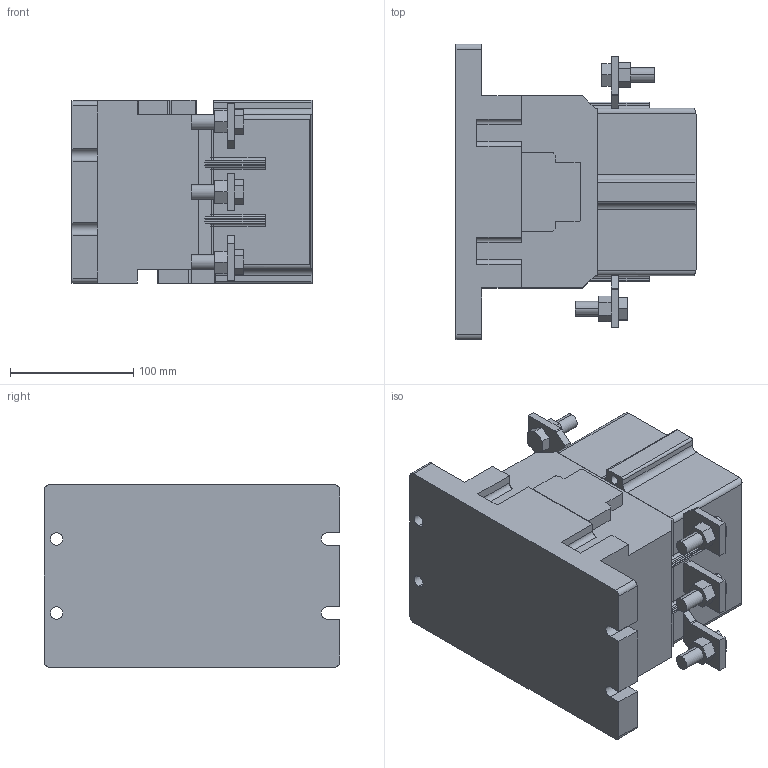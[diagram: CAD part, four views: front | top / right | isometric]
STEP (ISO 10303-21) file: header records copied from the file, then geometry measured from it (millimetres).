
FILE_DESCRIPTION (( 'STEP AP214' ), '1' );
FILE_NAME ('3NC5F0Q22.step', '2019-03-13T17:41:54', ( '' ), ( '' ), 'SwSTEP 2.0', 'SolidWorks 2018', '' );
FILE_SCHEMA (( 'AUTOMOTIVE_DESIGN' ));
Length unit declared in the file: inch
Products named in the file (1): 3NC5F0Q22
Bounding box: 195 x 240 x 149 mm (x, y, z)
Volume: 4196662.5 mm3; surface area: 278109.2 mm2
Topology: 20 solids, 20 shells, 375 faces, 976 edges, 648 vertices
Faces by surface type: plane 261, cylinder 114
Entity records: 16646 total; most frequent: CARTESIAN_POINT 2032, ORIENTED_EDGE 1952, DIRECTION 1940, EDGE_CURVE 976, LINE 748, VECTOR 748, VERTEX_POINT 648, AXIS2_PLACEMENT_3D 596
